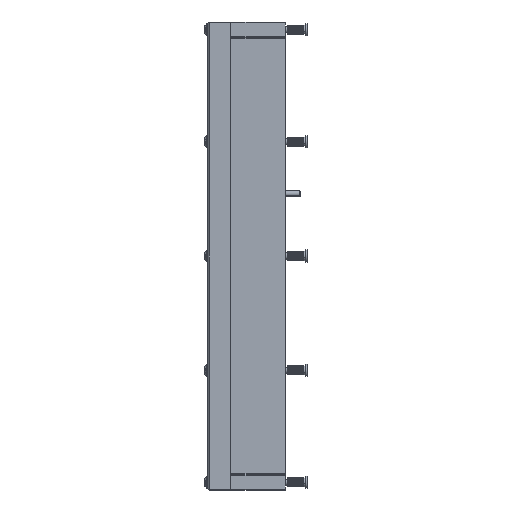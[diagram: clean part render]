
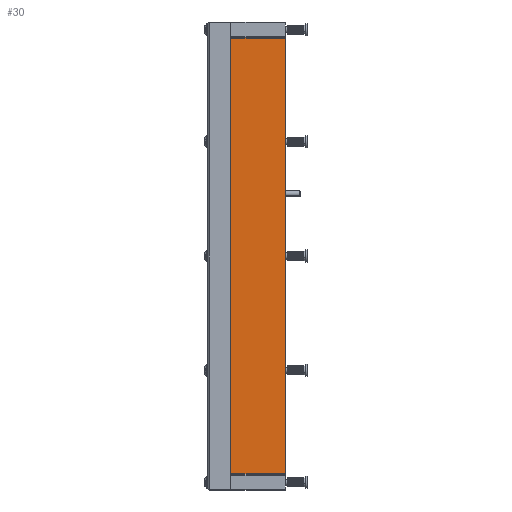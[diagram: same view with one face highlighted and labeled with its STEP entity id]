
A CAD part, left-side view. The second image highlights one B-rep face of the part: STEP entity #30.
In plain terms, the highlighted face is planar.
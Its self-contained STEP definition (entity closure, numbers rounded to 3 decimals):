
#30 = ADVANCED_FACE ( 'NONE', ( #1371 ), #1452, .F. ) ;
#422 = LINE ( 'NONE', #5204, #8131 ) ;
#648 = CARTESIAN_POINT ( 'NONE',  ( -140.5, 35., -5. ) ) ;
#754 = DIRECTION ( 'NONE',  ( 1., 0., 0. ) ) ;
#834 = ORIENTED_EDGE ( 'NONE', *, *, #5835, .F. ) ;
#938 = EDGE_LOOP ( 'NONE', ( #834, #5083, #8332, #3917 ) ) ;
#1053 = CARTESIAN_POINT ( 'NONE',  ( 140., 0., -5. ) ) ;
#1165 = EDGE_CURVE ( 'NONE', #5022, #8809, #9096, .T. ) ;
#1371 = FACE_OUTER_BOUND ( 'NONE', #938, .T. ) ;
#1452 = PLANE ( 'NONE',  #6544 ) ;
#1646 = DIRECTION ( 'NONE',  ( 0., 1., 0. ) ) ;
#2232 = CARTESIAN_POINT ( 'NONE',  ( -140., 35., -5. ) ) ;
#2267 = VERTEX_POINT ( 'NONE', #4931 ) ;
#3001 = LINE ( 'NONE', #3256, #4763 ) ;
#3256 = CARTESIAN_POINT ( 'NONE',  ( -140., 35., -5. ) ) ;
#3717 = VERTEX_POINT ( 'NONE', #2232 ) ;
#3917 = ORIENTED_EDGE ( 'NONE', *, *, #4321, .T. ) ;
#3929 = VECTOR ( 'NONE', #4354, 1000. ) ;
#4289 = CARTESIAN_POINT ( 'NONE',  ( 140., 35., -5. ) ) ;
#4321 = EDGE_CURVE ( 'NONE', #8809, #3717, #3001, .T. ) ;
#4354 = DIRECTION ( 'NONE',  ( -1., 0., 0. ) ) ;
#4763 = VECTOR ( 'NONE', #1646, 1000. ) ;
#4931 = CARTESIAN_POINT ( 'NONE',  ( 140., 35., -5. ) ) ;
#5022 = VERTEX_POINT ( 'NONE', #1053 ) ;
#5083 = ORIENTED_EDGE ( 'NONE', *, *, #5724, .T. ) ;
#5204 = CARTESIAN_POINT ( 'NONE',  ( -140.5, 35., -5. ) ) ;
#5233 = DIRECTION ( 'NONE',  ( 0., 0., 1. ) ) ;
#5724 = EDGE_CURVE ( 'NONE', #2267, #5022, #6712, .T. ) ;
#5835 = EDGE_CURVE ( 'NONE', #2267, #3717, #422, .T. ) ;
#5948 = DIRECTION ( 'NONE',  ( -1., 0., 0. ) ) ;
#6417 = CARTESIAN_POINT ( 'NONE',  ( -140.5, 0., -5. ) ) ;
#6544 = AXIS2_PLACEMENT_3D ( 'NONE', #648, #5233, #754 ) ;
#6712 = LINE ( 'NONE', #4289, #8486 ) ;
#8131 = VECTOR ( 'NONE', #5948, 1000. ) ;
#8332 = ORIENTED_EDGE ( 'NONE', *, *, #1165, .T. ) ;
#8486 = VECTOR ( 'NONE', #9512, 1000. ) ;
#8809 = VERTEX_POINT ( 'NONE', #9451 ) ;
#9096 = LINE ( 'NONE', #6417, #3929 ) ;
#9451 = CARTESIAN_POINT ( 'NONE',  ( -140., 0., -5. ) ) ;
#9512 = DIRECTION ( 'NONE',  ( 0., -1., 0. ) ) ;
